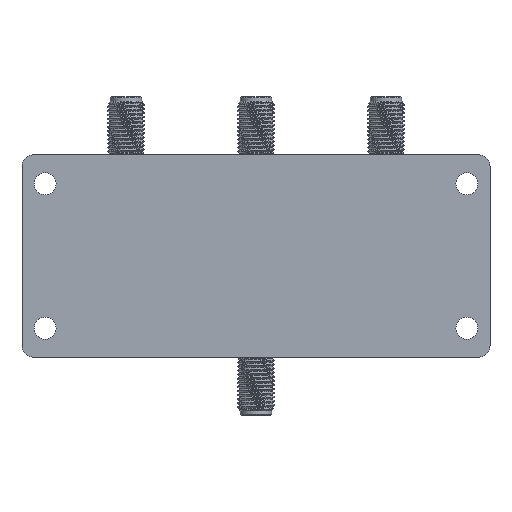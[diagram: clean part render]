
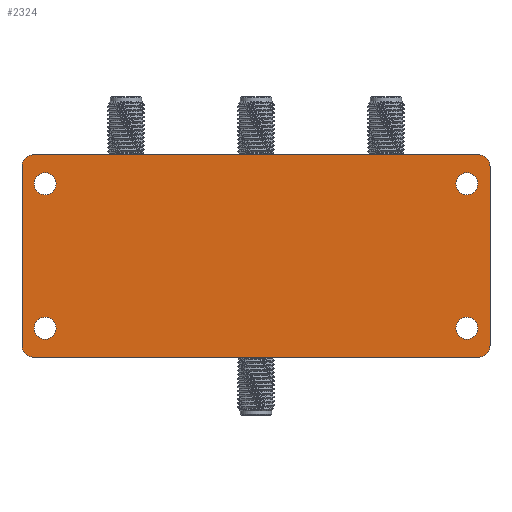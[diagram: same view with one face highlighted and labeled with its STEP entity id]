
A CAD part, front view. The second image highlights one B-rep face of the part: STEP entity #2324.
In plain terms, the highlighted planar face has unit normal (0, -1, 0).
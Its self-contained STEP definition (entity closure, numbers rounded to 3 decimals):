
#58 = CARTESIAN_POINT ( 'NONE',  ( 36.5, -8.5, 12.5 ) ) ;
#87 = AXIS2_PLACEMENT_3D ( 'NONE', #2287, #1782, #3960 ) ;
#133 = VERTEX_POINT ( 'NONE', #4113 ) ;
#197 = CIRCLE ( 'NONE', #4189, 2. ) ;
#219 = CARTESIAN_POINT ( 'NONE',  ( -36.5, -8.5, -14.4 ) ) ;
#368 = EDGE_CURVE ( 'NONE', #3100, #6608, #6016, .T. ) ;
#391 = VERTEX_POINT ( 'NONE', #1363 ) ;
#432 = CARTESIAN_POINT ( 'NONE',  ( -38.5, -8.5, 15.5 ) ) ;
#434 = ORIENTED_EDGE ( 'NONE', *, *, #2247, .T. ) ;
#467 = ORIENTED_EDGE ( 'NONE', *, *, #3090, .T. ) ;
#477 = CARTESIAN_POINT ( 'NONE',  ( -40.5, -8.5, 15.5 ) ) ;
#536 = CIRCLE ( 'NONE', #2932, 2. ) ;
#564 = VERTEX_POINT ( 'NONE', #5932 ) ;
#567 = CARTESIAN_POINT ( 'NONE',  ( -40.5, -8.5, 17.5 ) ) ;
#572 = PLANE ( 'NONE',  #6024 ) ;
#630 = EDGE_LOOP ( 'NONE', ( #711, #2292 ) ) ;
#649 = CIRCLE ( 'NONE', #5547, 1.9 ) ;
#673 = CARTESIAN_POINT ( 'NONE',  ( 36.5, -8.5, 10.6 ) ) ;
#711 = ORIENTED_EDGE ( 'NONE', *, *, #4076, .T. ) ;
#782 = CIRCLE ( 'NONE', #6251, 1.9 ) ;
#801 = VERTEX_POINT ( 'NONE', #219 ) ;
#860 = ORIENTED_EDGE ( 'NONE', *, *, #5211, .T. ) ;
#980 = EDGE_CURVE ( 'NONE', #564, #6977, #536, .T. ) ;
#1041 = DIRECTION ( 'NONE',  ( 0., 1., 0. ) ) ;
#1064 = LINE ( 'NONE', #3711, #7052 ) ;
#1129 = EDGE_LOOP ( 'NONE', ( #5463, #1233 ) ) ;
#1233 = ORIENTED_EDGE ( 'NONE', *, *, #1376, .T. ) ;
#1287 = EDGE_CURVE ( 'NONE', #133, #4222, #649, .T. ) ;
#1363 = CARTESIAN_POINT ( 'NONE',  ( -40.5, -8.5, -15.5 ) ) ;
#1376 = EDGE_CURVE ( 'NONE', #6608, #3100, #2480, .T. ) ;
#1414 = DIRECTION ( 'NONE',  ( 0., 0., 1. ) ) ;
#1472 = VECTOR ( 'NONE', #5628, 1000. ) ;
#1511 = DIRECTION ( 'NONE',  ( 0., 0., -1. ) ) ;
#1515 = CARTESIAN_POINT ( 'NONE',  ( 40.5, -8.5, 17.5 ) ) ;
#1572 = FACE_OUTER_BOUND ( 'NONE', #4657, .T. ) ;
#1585 = VECTOR ( 'NONE', #2750, 1000. ) ;
#1623 = LINE ( 'NONE', #1515, #2143 ) ;
#1782 = DIRECTION ( 'NONE',  ( 0., 1., 0. ) ) ;
#1785 = EDGE_LOOP ( 'NONE', ( #3309, #1889 ) ) ;
#1828 = CARTESIAN_POINT ( 'NONE',  ( -36.5, -8.5, 12.5 ) ) ;
#1860 = DIRECTION ( 'NONE',  ( 0., 1., 0. ) ) ;
#1864 = CARTESIAN_POINT ( 'NONE',  ( 40.5, -8.5, 15.5 ) ) ;
#1869 = CARTESIAN_POINT ( 'NONE',  ( 38.5, -8.5, 17.5 ) ) ;
#1889 = ORIENTED_EDGE ( 'NONE', *, *, #3999, .T. ) ;
#1905 = AXIS2_PLACEMENT_3D ( 'NONE', #3616, #6253, #5790 ) ;
#1933 = CARTESIAN_POINT ( 'NONE',  ( 36.5, -8.5, 12.5 ) ) ;
#1947 = EDGE_CURVE ( 'NONE', #2920, #3463, #197, .T. ) ;
#2031 = AXIS2_PLACEMENT_3D ( 'NONE', #2179, #5353, #7072 ) ;
#2105 = FACE_BOUND ( 'NONE', #4630, .T. ) ;
#2143 = VECTOR ( 'NONE', #4226, 1000. ) ;
#2170 = DIRECTION ( 'NONE',  ( -1., 0., 0. ) ) ;
#2179 = CARTESIAN_POINT ( 'NONE',  ( 38.5, -8.5, -15.5 ) ) ;
#2180 = ORIENTED_EDGE ( 'NONE', *, *, #3733, .T. ) ;
#2208 = LINE ( 'NONE', #567, #1585 ) ;
#2212 = DIRECTION ( 'NONE',  ( 0., -1., 0. ) ) ;
#2217 = CARTESIAN_POINT ( 'NONE',  ( -38.5, -8.5, -17.5 ) ) ;
#2235 = VERTEX_POINT ( 'NONE', #3221 ) ;
#2247 = EDGE_CURVE ( 'NONE', #2235, #801, #782, .T. ) ;
#2272 = AXIS2_PLACEMENT_3D ( 'NONE', #5735, #4121, #1414 ) ;
#2287 = CARTESIAN_POINT ( 'NONE',  ( -36.5, -8.5, 12.5 ) ) ;
#2290 = EDGE_CURVE ( 'NONE', #3812, #4595, #2826, .T. ) ;
#2292 = ORIENTED_EDGE ( 'NONE', *, *, #5388, .T. ) ;
#2310 = ORIENTED_EDGE ( 'NONE', *, *, #4855, .T. ) ;
#2324 = ADVANCED_FACE ( 'NONE', ( #5453, #3789, #6467, #2105, #1572 ), #572, .T. ) ;
#2329 = DIRECTION ( 'NONE',  ( 0., -1., 0. ) ) ;
#2391 = ORIENTED_EDGE ( 'NONE', *, *, #2290, .T. ) ;
#2429 = DIRECTION ( 'NONE',  ( 0., 1., 0. ) ) ;
#2480 = CIRCLE ( 'NONE', #2821, 1.9 ) ;
#2621 = CIRCLE ( 'NONE', #4555, 1.9 ) ;
#2645 = CARTESIAN_POINT ( 'NONE',  ( -36.5, -8.5, -12.5 ) ) ;
#2729 = EDGE_CURVE ( 'NONE', #4595, #2920, #1623, .T. ) ;
#2730 = CIRCLE ( 'NONE', #4316, 1.9 ) ;
#2750 = DIRECTION ( 'NONE',  ( 0., 0., -1. ) ) ;
#2821 = AXIS2_PLACEMENT_3D ( 'NONE', #2967, #2852, #6602 ) ;
#2826 = CIRCLE ( 'NONE', #2031, 2. ) ;
#2852 = DIRECTION ( 'NONE',  ( 0., 1., 0. ) ) ;
#2861 = DIRECTION ( 'NONE',  ( 0., 0., 1. ) ) ;
#2920 = VERTEX_POINT ( 'NONE', #1864 ) ;
#2932 = AXIS2_PLACEMENT_3D ( 'NONE', #432, #3120, #1511 ) ;
#2967 = CARTESIAN_POINT ( 'NONE',  ( 36.5, -8.5, -12.5 ) ) ;
#3090 = EDGE_CURVE ( 'NONE', #3948, #3812, #3846, .T. ) ;
#3100 = VERTEX_POINT ( 'NONE', #6282 ) ;
#3120 = DIRECTION ( 'NONE',  ( 0., -1., 0. ) ) ;
#3136 = DIRECTION ( 'NONE',  ( 0., 0., -1. ) ) ;
#3176 = CARTESIAN_POINT ( 'NONE',  ( 38.5, -8.5, -17.5 ) ) ;
#3221 = CARTESIAN_POINT ( 'NONE',  ( -36.5, -8.5, -10.6 ) ) ;
#3309 = ORIENTED_EDGE ( 'NONE', *, *, #1287, .T. ) ;
#3463 = VERTEX_POINT ( 'NONE', #1869 ) ;
#3616 = CARTESIAN_POINT ( 'NONE',  ( 36.5, -8.5, -12.5 ) ) ;
#3711 = CARTESIAN_POINT ( 'NONE',  ( -40.5, -8.5, 17.5 ) ) ;
#3733 = EDGE_CURVE ( 'NONE', #3463, #564, #1064, .T. ) ;
#3758 = CIRCLE ( 'NONE', #87, 1.9 ) ;
#3789 = FACE_BOUND ( 'NONE', #1785, .T. ) ;
#3812 = VERTEX_POINT ( 'NONE', #3176 ) ;
#3846 = LINE ( 'NONE', #5056, #1472 ) ;
#3868 = DIRECTION ( 'NONE',  ( 0., 0., -1. ) ) ;
#3886 = CARTESIAN_POINT ( 'NONE',  ( 0., -8.5, 0. ) ) ;
#3948 = VERTEX_POINT ( 'NONE', #2217 ) ;
#3960 = DIRECTION ( 'NONE',  ( 0., 0., 1. ) ) ;
#3999 = EDGE_CURVE ( 'NONE', #4222, #133, #3758, .T. ) ;
#4076 = EDGE_CURVE ( 'NONE', #6703, #5682, #2730, .T. ) ;
#4099 = CIRCLE ( 'NONE', #2272, 1.9 ) ;
#4113 = CARTESIAN_POINT ( 'NONE',  ( -36.5, -8.5, 14.4 ) ) ;
#4121 = DIRECTION ( 'NONE',  ( 0., 1., 0. ) ) ;
#4189 = AXIS2_PLACEMENT_3D ( 'NONE', #4505, #2329, #3868 ) ;
#4222 = VERTEX_POINT ( 'NONE', #6214 ) ;
#4226 = DIRECTION ( 'NONE',  ( 0., 0., 1. ) ) ;
#4316 = AXIS2_PLACEMENT_3D ( 'NONE', #1933, #2429, #5207 ) ;
#4468 = EDGE_CURVE ( 'NONE', #6977, #391, #2208, .T. ) ;
#4505 = CARTESIAN_POINT ( 'NONE',  ( 38.5, -8.5, 15.5 ) ) ;
#4555 = AXIS2_PLACEMENT_3D ( 'NONE', #58, #5520, #4960 ) ;
#4595 = VERTEX_POINT ( 'NONE', #4977 ) ;
#4630 = EDGE_LOOP ( 'NONE', ( #434, #860 ) ) ;
#4657 = EDGE_LOOP ( 'NONE', ( #2180, #5315, #6927, #2310, #467, #2391, #4981, #5376 ) ) ;
#4708 = DIRECTION ( 'NONE',  ( 0., -1., 0. ) ) ;
#4855 = EDGE_CURVE ( 'NONE', #391, #3948, #6724, .T. ) ;
#4960 = DIRECTION ( 'NONE',  ( 0., 0., 1. ) ) ;
#4977 = CARTESIAN_POINT ( 'NONE',  ( 40.5, -8.5, -15.5 ) ) ;
#4981 = ORIENTED_EDGE ( 'NONE', *, *, #2729, .T. ) ;
#5022 = CARTESIAN_POINT ( 'NONE',  ( 36.5, -8.5, -14.4 ) ) ;
#5056 = CARTESIAN_POINT ( 'NONE',  ( -40.5, -8.5, -17.5 ) ) ;
#5207 = DIRECTION ( 'NONE',  ( 0., 0., 1. ) ) ;
#5211 = EDGE_CURVE ( 'NONE', #801, #2235, #4099, .T. ) ;
#5241 = CARTESIAN_POINT ( 'NONE',  ( -38.5, -8.5, -15.5 ) ) ;
#5272 = CARTESIAN_POINT ( 'NONE',  ( 36.5, -8.5, 14.4 ) ) ;
#5315 = ORIENTED_EDGE ( 'NONE', *, *, #980, .T. ) ;
#5346 = AXIS2_PLACEMENT_3D ( 'NONE', #5241, #4708, #3136 ) ;
#5353 = DIRECTION ( 'NONE',  ( 0., -1., 0. ) ) ;
#5376 = ORIENTED_EDGE ( 'NONE', *, *, #1947, .T. ) ;
#5388 = EDGE_CURVE ( 'NONE', #5682, #6703, #2621, .T. ) ;
#5417 = DIRECTION ( 'NONE',  ( 0., 0., -1. ) ) ;
#5453 = FACE_BOUND ( 'NONE', #1129, .T. ) ;
#5463 = ORIENTED_EDGE ( 'NONE', *, *, #368, .T. ) ;
#5520 = DIRECTION ( 'NONE',  ( 0., 1., 0. ) ) ;
#5547 = AXIS2_PLACEMENT_3D ( 'NONE', #1828, #1860, #2861 ) ;
#5628 = DIRECTION ( 'NONE',  ( 1., 0., 0. ) ) ;
#5682 = VERTEX_POINT ( 'NONE', #673 ) ;
#5735 = CARTESIAN_POINT ( 'NONE',  ( -36.5, -8.5, -12.5 ) ) ;
#5790 = DIRECTION ( 'NONE',  ( 0., 0., 1. ) ) ;
#5932 = CARTESIAN_POINT ( 'NONE',  ( -38.5, -8.5, 17.5 ) ) ;
#6016 = CIRCLE ( 'NONE', #1905, 1.9 ) ;
#6024 = AXIS2_PLACEMENT_3D ( 'NONE', #3886, #2212, #5417 ) ;
#6069 = DIRECTION ( 'NONE',  ( 0., 0., 1. ) ) ;
#6214 = CARTESIAN_POINT ( 'NONE',  ( -36.5, -8.5, 10.6 ) ) ;
#6251 = AXIS2_PLACEMENT_3D ( 'NONE', #2645, #1041, #6069 ) ;
#6253 = DIRECTION ( 'NONE',  ( 0., 1., 0. ) ) ;
#6282 = CARTESIAN_POINT ( 'NONE',  ( 36.5, -8.5, -10.6 ) ) ;
#6467 = FACE_BOUND ( 'NONE', #630, .T. ) ;
#6602 = DIRECTION ( 'NONE',  ( 0., 0., 1. ) ) ;
#6608 = VERTEX_POINT ( 'NONE', #5022 ) ;
#6703 = VERTEX_POINT ( 'NONE', #5272 ) ;
#6724 = CIRCLE ( 'NONE', #5346, 2. ) ;
#6927 = ORIENTED_EDGE ( 'NONE', *, *, #4468, .T. ) ;
#6977 = VERTEX_POINT ( 'NONE', #477 ) ;
#7052 = VECTOR ( 'NONE', #2170, 1000. ) ;
#7072 = DIRECTION ( 'NONE',  ( 0., 0., -1. ) ) ;
